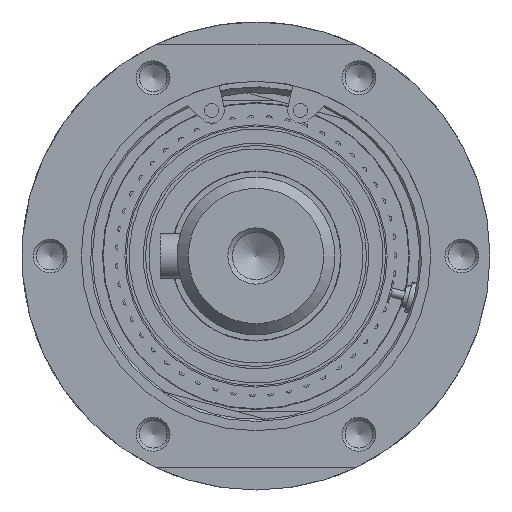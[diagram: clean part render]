
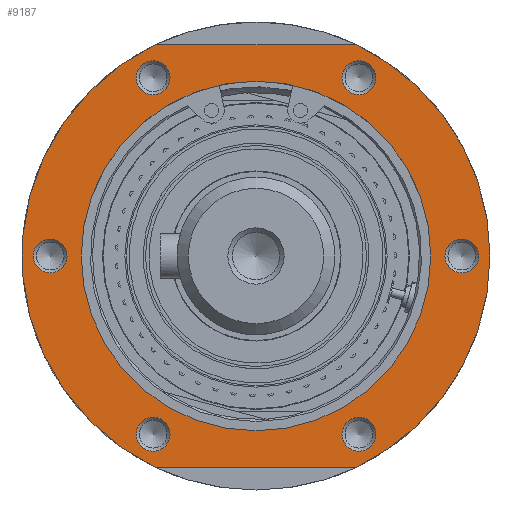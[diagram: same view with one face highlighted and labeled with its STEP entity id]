
A CAD part, left-side view. The second image highlights one B-rep face of the part: STEP entity #9187.
In plain terms, the highlighted planar face has unit normal (-1, 0, 0).
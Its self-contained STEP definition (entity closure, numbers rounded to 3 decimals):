
#638=FACE_BOUND('',#1629,.T.);
#639=FACE_BOUND('',#1630,.T.);
#640=FACE_BOUND('',#1631,.T.);
#641=FACE_BOUND('',#1632,.T.);
#642=FACE_BOUND('',#1633,.T.);
#643=FACE_BOUND('',#1634,.T.);
#644=FACE_BOUND('',#1635,.T.);
#718=PLANE('',#10046);
#1034=FACE_OUTER_BOUND('',#1628,.T.);
#1628=EDGE_LOOP('',(#6792,#6793,#6794,#6795,#6796));
#1629=EDGE_LOOP('',(#6797));
#1630=EDGE_LOOP('',(#6798));
#1631=EDGE_LOOP('',(#6799));
#1632=EDGE_LOOP('',(#6800,#6801));
#1633=EDGE_LOOP('',(#6802));
#1634=EDGE_LOOP('',(#6803));
#1635=EDGE_LOOP('',(#6804));
#2274=CIRCLE('',#9988,31.);
#2275=CIRCLE('',#9989,31.);
#2296=CIRCLE('',#10022,3.);
#2299=CIRCLE('',#10027,3.);
#2302=CIRCLE('',#10032,3.);
#2305=CIRCLE('',#10037,3.);
#2308=CIRCLE('',#10042,3.);
#2311=CIRCLE('',#10047,41.5);
#2312=CIRCLE('',#10048,41.5);
#2313=CIRCLE('',#10049,41.5);
#2314=CIRCLE('',#10050,3.);
#2936=LINE('',#14939,#3475);
#2937=LINE('',#14945,#3476);
#3475=VECTOR('',#11797,10.);
#3476=VECTOR('',#11802,10.);
#4100=VERTEX_POINT('',#14816);
#4101=VERTEX_POINT('',#14818);
#4128=VERTEX_POINT('',#14887);
#4131=VERTEX_POINT('',#14897);
#4134=VERTEX_POINT('',#14907);
#4137=VERTEX_POINT('',#14917);
#4140=VERTEX_POINT('',#14927);
#4143=VERTEX_POINT('',#14937);
#4144=VERTEX_POINT('',#14938);
#4145=VERTEX_POINT('',#14940);
#4146=VERTEX_POINT('',#14942);
#4147=VERTEX_POINT('',#14944);
#4148=VERTEX_POINT('',#14947);
#5093=EDGE_CURVE('',#4101,#4100,#2274,.T.);
#5094=EDGE_CURVE('',#4100,#4101,#2275,.T.);
#5123=EDGE_CURVE('',#4128,#4128,#2296,.T.);
#5128=EDGE_CURVE('',#4131,#4131,#2299,.T.);
#5133=EDGE_CURVE('',#4134,#4134,#2302,.T.);
#5138=EDGE_CURVE('',#4137,#4137,#2305,.T.);
#5143=EDGE_CURVE('',#4140,#4140,#2308,.T.);
#5148=EDGE_CURVE('',#4143,#4144,#2936,.T.);
#5149=EDGE_CURVE('',#4145,#4144,#2311,.T.);
#5150=EDGE_CURVE('',#4146,#4145,#2312,.T.);
#5151=EDGE_CURVE('',#4146,#4147,#2937,.T.);
#5152=EDGE_CURVE('',#4143,#4147,#2313,.T.);
#5153=EDGE_CURVE('',#4148,#4148,#2314,.T.);
#6792=ORIENTED_EDGE('',*,*,#5148,.T.);
#6793=ORIENTED_EDGE('',*,*,#5149,.F.);
#6794=ORIENTED_EDGE('',*,*,#5150,.F.);
#6795=ORIENTED_EDGE('',*,*,#5151,.T.);
#6796=ORIENTED_EDGE('',*,*,#5152,.F.);
#6797=ORIENTED_EDGE('',*,*,#5143,.F.);
#6798=ORIENTED_EDGE('',*,*,#5133,.F.);
#6799=ORIENTED_EDGE('',*,*,#5123,.F.);
#6800=ORIENTED_EDGE('',*,*,#5093,.T.);
#6801=ORIENTED_EDGE('',*,*,#5094,.T.);
#6802=ORIENTED_EDGE('',*,*,#5128,.F.);
#6803=ORIENTED_EDGE('',*,*,#5138,.F.);
#6804=ORIENTED_EDGE('',*,*,#5153,.F.);
#9187=ADVANCED_FACE('',(#1034,#638,#639,#640,#641,#642,#643,#644),#718,
 .T.);
#9988=AXIS2_PLACEMENT_3D('',#14819,#11661,#11662);
#9989=AXIS2_PLACEMENT_3D('',#14820,#11663,#11664);
#10022=AXIS2_PLACEMENT_3D('',#14888,#11737,#11738);
#10027=AXIS2_PLACEMENT_3D('',#14898,#11749,#11750);
#10032=AXIS2_PLACEMENT_3D('',#14908,#11761,#11762);
#10037=AXIS2_PLACEMENT_3D('',#14918,#11773,#11774);
#10042=AXIS2_PLACEMENT_3D('',#14928,#11785,#11786);
#10046=AXIS2_PLACEMENT_3D('',#14936,#11795,#11796);
#10047=AXIS2_PLACEMENT_3D('',#14941,#11798,#11799);
#10048=AXIS2_PLACEMENT_3D('',#14943,#11800,#11801);
#10049=AXIS2_PLACEMENT_3D('',#14946,#11803,#11804);
#10050=AXIS2_PLACEMENT_3D('',#14948,#11805,#11806);
#11661=DIRECTION('center_axis',(1.,0.,0.));
#11662=DIRECTION('ref_axis',(0.,1.,0.));
#11663=DIRECTION('center_axis',(1.,0.,0.));
#11664=DIRECTION('ref_axis',(0.,1.,0.));
#11737=DIRECTION('center_axis',(-1.,0.,0.));
#11738=DIRECTION('ref_axis',(0.,-0.866,-0.5));
#11749=DIRECTION('center_axis',(-1.,0.,0.));
#11750=DIRECTION('ref_axis',(0.,0.,-1.));
#11761=DIRECTION('center_axis',(-1.,0.,0.));
#11762=DIRECTION('ref_axis',(0.,-0.866,0.5));
#11773=DIRECTION('center_axis',(-1.,0.,0.));
#11774=DIRECTION('ref_axis',(0.,0.866,-0.5));
#11785=DIRECTION('center_axis',(-1.,0.,0.));
#11786=DIRECTION('ref_axis',(0.,0.,
1.));
#11795=DIRECTION('center_axis',(-1.,0.,0.));
#11796=DIRECTION('ref_axis',(0.,0.,1.));
#11797=DIRECTION('',(0.,-1.,0.));
#11798=DIRECTION('center_axis',(1.,0.,0.));
#11799=DIRECTION('ref_axis',(0.,1.,0.));
#11800=DIRECTION('center_axis',(1.,0.,0.));
#11801=DIRECTION('ref_axis',(0.,1.,0.));
#11802=DIRECTION('',(0.,1.,0.));
#11803=DIRECTION('center_axis',(1.,0.,0.));
#11804=DIRECTION('ref_axis',(0.,1.,0.));
#11805=DIRECTION('center_axis',(-1.,0.,0.));
#11806=DIRECTION('ref_axis',(0.,0.866,0.5));
#14816=CARTESIAN_POINT('',(-239.501,-31.,0.));
#14818=CARTESIAN_POINT('',(-239.501,31.,0.));
#14819=CARTESIAN_POINT('Origin',(-239.501,0.,
0.));
#14820=CARTESIAN_POINT('Origin',(-239.501,0.,
0.));
#14887=CARTESIAN_POINT('',(-239.501,20.848,-30.11));
#14888=CARTESIAN_POINT('Origin',(-239.501,18.25,-31.61));
#14897=CARTESIAN_POINT('',(-239.501,36.5,3.));
#14898=CARTESIAN_POINT('Origin',(-239.501,36.5,0.));
#14907=CARTESIAN_POINT('',(-239.501,-15.652,-33.11));
#14908=CARTESIAN_POINT('Origin',(-239.501,-18.25,-31.61));
#14917=CARTESIAN_POINT('',(-239.501,15.652,33.11));
#14918=CARTESIAN_POINT('Origin',(-239.501,18.25,31.61));
#14927=CARTESIAN_POINT('',(-239.501,-36.5,-3.));
#14928=CARTESIAN_POINT('Origin',(-239.501,-36.5,0.));
#14936=CARTESIAN_POINT('Origin',(-239.501,36.25,0.));
#14937=CARTESIAN_POINT('',(-239.501,17.776,-37.5));
#14938=CARTESIAN_POINT('',(-239.501,-17.776,-37.5));
#14939=CARTESIAN_POINT('',(-239.501,4.214,-37.5));
#14940=CARTESIAN_POINT('',(-239.501,-41.5,0.));
#14941=CARTESIAN_POINT('Origin',(-239.501,0.,
0.));
#14942=CARTESIAN_POINT('',(-239.501,-17.776,37.5));
#14943=CARTESIAN_POINT('Origin',(-239.501,0.,
0.));
#14944=CARTESIAN_POINT('',(-239.501,17.776,37.5));
#14945=CARTESIAN_POINT('',(-239.501,32.036,37.5));
#14946=CARTESIAN_POINT('Origin',(-239.501,0.,
0.));
#14947=CARTESIAN_POINT('',(-239.501,-20.848,30.11));
#14948=CARTESIAN_POINT('Origin',(-239.501,-18.25,31.61));
